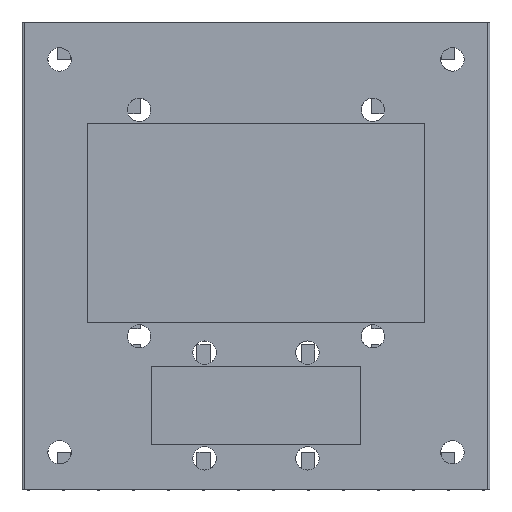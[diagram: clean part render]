
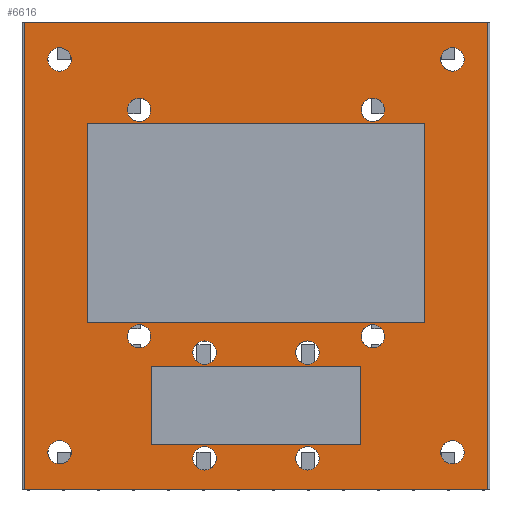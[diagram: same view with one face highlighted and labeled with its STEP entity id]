
A CAD part, top view. The second image highlights one B-rep face of the part: STEP entity #6616.
In plain terms, the highlighted planar face has unit normal (0, 0, 1).
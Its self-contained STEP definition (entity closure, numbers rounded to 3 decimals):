
#318 = VERTEX_POINT('',#319);
#319 = CARTESIAN_POINT('',(0.2,50.,0.));
#326 = EDGE_CURVE('',#318,#327,#329,.T.);
#327 = VERTEX_POINT('',#328);
#328 = CARTESIAN_POINT('',(0.2,0.,0.));
#329 = LINE('',#330,#331);
#330 = CARTESIAN_POINT('',(0.2,50.,0.));
#331 = VECTOR('',#332,1.);
#332 = DIRECTION('',(0.,-1.,0.));
#1037 = VERTEX_POINT('',#1038);
#1038 = CARTESIAN_POINT('',(49.8,0.,0.));
#1045 = EDGE_CURVE('',#327,#1037,#1046,.T.);
#1046 = LINE('',#1047,#1048);
#1047 = CARTESIAN_POINT('',(0.,0.,0.));
#1048 = VECTOR('',#1049,1.);
#1049 = DIRECTION('',(1.,0.,0.));
#6039 = VERTEX_POINT('',#6040);
#6040 = CARTESIAN_POINT('',(49.8,50.,0.));
#6606 = EDGE_CURVE('',#6039,#318,#6607,.T.);
#6607 = LINE('',#6608,#6609);
#6608 = CARTESIAN_POINT('',(50.,50.,0.));
#6609 = VECTOR('',#6610,1.);
#6610 = DIRECTION('',(-1.,0.,0.));
#6616 = ADVANCED_FACE('',(#6617,#6628,#6639,#6650,#6661,#6672,#6683,
    #6717,#6728,#6739,#6750,#6761,#6772,#6806,#6817),#6828,.T.);
#6617 = FACE_BOUND('',#6618,.T.);
#6618 = EDGE_LOOP('',(#6619,#6620,#6626,#6627));
#6619 = ORIENTED_EDGE('',*,*,#1045,.T.);
#6620 = ORIENTED_EDGE('',*,*,#6621,.T.);
#6621 = EDGE_CURVE('',#1037,#6039,#6622,.T.);
#6622 = LINE('',#6623,#6624);
#6623 = CARTESIAN_POINT('',(49.8,0.,0.));
#6624 = VECTOR('',#6625,1.);
#6625 = DIRECTION('',(0.,1.,0.));
#6626 = ORIENTED_EDGE('',*,*,#6606,.T.);
#6627 = ORIENTED_EDGE('',*,*,#326,.T.);
#6628 = FACE_BOUND('',#6629,.T.);
#6629 = EDGE_LOOP('',(#6630));
#6630 = ORIENTED_EDGE('',*,*,#6631,.F.);
#6631 = EDGE_CURVE('',#6632,#6632,#6634,.T.);
#6632 = VERTEX_POINT('',#6633);
#6633 = CARTESIAN_POINT('',(5.25,4.,0.));
#6634 = CIRCLE('',#6635,1.25);
#6635 = AXIS2_PLACEMENT_3D('',#6636,#6637,#6638);
#6636 = CARTESIAN_POINT('',(4.,4.,0.));
#6637 = DIRECTION('',(0.,0.,1.));
#6638 = DIRECTION('',(1.,0.,0.));
#6639 = FACE_BOUND('',#6640,.T.);
#6640 = EDGE_LOOP('',(#6641));
#6641 = ORIENTED_EDGE('',*,*,#6642,.F.);
#6642 = EDGE_CURVE('',#6643,#6643,#6645,.T.);
#6643 = VERTEX_POINT('',#6644);
#6644 = CARTESIAN_POINT('',(20.75,3.35,0.));
#6645 = CIRCLE('',#6646,1.25);
#6646 = AXIS2_PLACEMENT_3D('',#6647,#6648,#6649);
#6647 = CARTESIAN_POINT('',(19.5,3.35,0.));
#6648 = DIRECTION('',(0.,0.,1.));
#6649 = DIRECTION('',(1.,0.,0.));
#6650 = FACE_BOUND('',#6651,.T.);
#6651 = EDGE_LOOP('',(#6652));
#6652 = ORIENTED_EDGE('',*,*,#6653,.F.);
#6653 = EDGE_CURVE('',#6654,#6654,#6656,.T.);
#6654 = VERTEX_POINT('',#6655);
#6655 = CARTESIAN_POINT('',(13.75,16.4,0.));
#6656 = CIRCLE('',#6657,1.25);
#6657 = AXIS2_PLACEMENT_3D('',#6658,#6659,#6660);
#6658 = CARTESIAN_POINT('',(12.5,16.4,0.));
#6659 = DIRECTION('',(0.,0.,1.));
#6660 = DIRECTION('',(1.,0.,0.));
#6661 = FACE_BOUND('',#6662,.T.);
#6662 = EDGE_LOOP('',(#6663));
#6663 = ORIENTED_EDGE('',*,*,#6664,.F.);
#6664 = EDGE_CURVE('',#6665,#6665,#6667,.T.);
#6665 = VERTEX_POINT('',#6666);
#6666 = CARTESIAN_POINT('',(20.75,14.65,0.));
#6667 = CIRCLE('',#6668,1.25);
#6668 = AXIS2_PLACEMENT_3D('',#6669,#6670,#6671);
#6669 = CARTESIAN_POINT('',(19.5,14.65,0.));
#6670 = DIRECTION('',(0.,0.,1.));
#6671 = DIRECTION('',(1.,0.,0.));
#6672 = FACE_BOUND('',#6673,.T.);
#6673 = EDGE_LOOP('',(#6674));
#6674 = ORIENTED_EDGE('',*,*,#6675,.F.);
#6675 = EDGE_CURVE('',#6676,#6676,#6678,.T.);
#6676 = VERTEX_POINT('',#6677);
#6677 = CARTESIAN_POINT('',(31.75,3.35,0.));
#6678 = CIRCLE('',#6679,1.25);
#6679 = AXIS2_PLACEMENT_3D('',#6680,#6681,#6682);
#6680 = CARTESIAN_POINT('',(30.5,3.35,0.));
#6681 = DIRECTION('',(0.,0.,1.));
#6682 = DIRECTION('',(1.,0.,0.));
#6683 = FACE_BOUND('',#6684,.T.);
#6684 = EDGE_LOOP('',(#6685,#6695,#6703,#6711));
#6685 = ORIENTED_EDGE('',*,*,#6686,.F.);
#6686 = EDGE_CURVE('',#6687,#6689,#6691,.T.);
#6687 = VERTEX_POINT('',#6688);
#6688 = CARTESIAN_POINT('',(13.8,13.2,0.));
#6689 = VERTEX_POINT('',#6690);
#6690 = CARTESIAN_POINT('',(13.8,4.8,0.));
#6691 = LINE('',#6692,#6693);
#6692 = CARTESIAN_POINT('',(13.8,13.2,0.));
#6693 = VECTOR('',#6694,1.);
#6694 = DIRECTION('',(0.,-1.,0.));
#6695 = ORIENTED_EDGE('',*,*,#6696,.F.);
#6696 = EDGE_CURVE('',#6697,#6687,#6699,.T.);
#6697 = VERTEX_POINT('',#6698);
#6698 = CARTESIAN_POINT('',(36.2,13.2,0.));
#6699 = LINE('',#6700,#6701);
#6700 = CARTESIAN_POINT('',(36.2,13.2,0.));
#6701 = VECTOR('',#6702,1.);
#6702 = DIRECTION('',(-1.,0.,0.));
#6703 = ORIENTED_EDGE('',*,*,#6704,.F.);
#6704 = EDGE_CURVE('',#6705,#6697,#6707,.T.);
#6705 = VERTEX_POINT('',#6706);
#6706 = CARTESIAN_POINT('',(36.2,4.8,0.));
#6707 = LINE('',#6708,#6709);
#6708 = CARTESIAN_POINT('',(36.2,4.8,0.));
#6709 = VECTOR('',#6710,1.);
#6710 = DIRECTION('',(0.,1.,0.));
#6711 = ORIENTED_EDGE('',*,*,#6712,.F.);
#6712 = EDGE_CURVE('',#6689,#6705,#6713,.T.);
#6713 = LINE('',#6714,#6715);
#6714 = CARTESIAN_POINT('',(13.8,4.8,0.));
#6715 = VECTOR('',#6716,1.);
#6716 = DIRECTION('',(1.,0.,0.));
#6717 = FACE_BOUND('',#6718,.T.);
#6718 = EDGE_LOOP('',(#6719));
#6719 = ORIENTED_EDGE('',*,*,#6720,.F.);
#6720 = EDGE_CURVE('',#6721,#6721,#6723,.T.);
#6721 = VERTEX_POINT('',#6722);
#6722 = CARTESIAN_POINT('',(47.25,4.,0.));
#6723 = CIRCLE('',#6724,1.25);
#6724 = AXIS2_PLACEMENT_3D('',#6725,#6726,#6727);
#6725 = CARTESIAN_POINT('',(46.,4.,0.));
#6726 = DIRECTION('',(0.,0.,1.));
#6727 = DIRECTION('',(1.,0.,0.));
#6728 = FACE_BOUND('',#6729,.T.);
#6729 = EDGE_LOOP('',(#6730));
#6730 = ORIENTED_EDGE('',*,*,#6731,.F.);
#6731 = EDGE_CURVE('',#6732,#6732,#6734,.T.);
#6732 = VERTEX_POINT('',#6733);
#6733 = CARTESIAN_POINT('',(31.75,14.65,0.));
#6734 = CIRCLE('',#6735,1.25);
#6735 = AXIS2_PLACEMENT_3D('',#6736,#6737,#6738);
#6736 = CARTESIAN_POINT('',(30.5,14.65,0.));
#6737 = DIRECTION('',(0.,0.,1.));
#6738 = DIRECTION('',(1.,0.,0.));
#6739 = FACE_BOUND('',#6740,.T.);
#6740 = EDGE_LOOP('',(#6741));
#6741 = ORIENTED_EDGE('',*,*,#6742,.F.);
#6742 = EDGE_CURVE('',#6743,#6743,#6745,.T.);
#6743 = VERTEX_POINT('',#6744);
#6744 = CARTESIAN_POINT('',(38.75,16.4,0.));
#6745 = CIRCLE('',#6746,1.25);
#6746 = AXIS2_PLACEMENT_3D('',#6747,#6748,#6749);
#6747 = CARTESIAN_POINT('',(37.5,16.4,0.));
#6748 = DIRECTION('',(0.,0.,1.));
#6749 = DIRECTION('',(1.,0.,0.));
#6750 = FACE_BOUND('',#6751,.T.);
#6751 = EDGE_LOOP('',(#6752));
#6752 = ORIENTED_EDGE('',*,*,#6753,.F.);
#6753 = EDGE_CURVE('',#6754,#6754,#6756,.T.);
#6754 = VERTEX_POINT('',#6755);
#6755 = CARTESIAN_POINT('',(13.75,40.6,0.));
#6756 = CIRCLE('',#6757,1.25);
#6757 = AXIS2_PLACEMENT_3D('',#6758,#6759,#6760);
#6758 = CARTESIAN_POINT('',(12.5,40.6,0.));
#6759 = DIRECTION('',(0.,0.,1.));
#6760 = DIRECTION('',(1.,0.,0.));
#6761 = FACE_BOUND('',#6762,.T.);
#6762 = EDGE_LOOP('',(#6763));
#6763 = ORIENTED_EDGE('',*,*,#6764,.F.);
#6764 = EDGE_CURVE('',#6765,#6765,#6767,.T.);
#6765 = VERTEX_POINT('',#6766);
#6766 = CARTESIAN_POINT('',(5.25,46.,0.));
#6767 = CIRCLE('',#6768,1.25);
#6768 = AXIS2_PLACEMENT_3D('',#6769,#6770,#6771);
#6769 = CARTESIAN_POINT('',(4.,46.,0.));
#6770 = DIRECTION('',(0.,0.,1.));
#6771 = DIRECTION('',(1.,0.,0.));
#6772 = FACE_BOUND('',#6773,.T.);
#6773 = EDGE_LOOP('',(#6774,#6784,#6792,#6800));
#6774 = ORIENTED_EDGE('',*,*,#6775,.F.);
#6775 = EDGE_CURVE('',#6776,#6778,#6780,.T.);
#6776 = VERTEX_POINT('',#6777);
#6777 = CARTESIAN_POINT('',(7.,39.15,0.));
#6778 = VERTEX_POINT('',#6779);
#6779 = CARTESIAN_POINT('',(7.,17.85,0.));
#6780 = LINE('',#6781,#6782);
#6781 = CARTESIAN_POINT('',(7.,39.15,0.));
#6782 = VECTOR('',#6783,1.);
#6783 = DIRECTION('',(0.,-1.,0.));
#6784 = ORIENTED_EDGE('',*,*,#6785,.F.);
#6785 = EDGE_CURVE('',#6786,#6776,#6788,.T.);
#6786 = VERTEX_POINT('',#6787);
#6787 = CARTESIAN_POINT('',(43.,39.15,0.));
#6788 = LINE('',#6789,#6790);
#6789 = CARTESIAN_POINT('',(43.,39.15,0.));
#6790 = VECTOR('',#6791,1.);
#6791 = DIRECTION('',(-1.,0.,0.));
#6792 = ORIENTED_EDGE('',*,*,#6793,.F.);
#6793 = EDGE_CURVE('',#6794,#6786,#6796,.T.);
#6794 = VERTEX_POINT('',#6795);
#6795 = CARTESIAN_POINT('',(43.,17.85,0.));
#6796 = LINE('',#6797,#6798);
#6797 = CARTESIAN_POINT('',(43.,17.85,0.));
#6798 = VECTOR('',#6799,1.);
#6799 = DIRECTION('',(0.,1.,0.));
#6800 = ORIENTED_EDGE('',*,*,#6801,.F.);
#6801 = EDGE_CURVE('',#6778,#6794,#6802,.T.);
#6802 = LINE('',#6803,#6804);
#6803 = CARTESIAN_POINT('',(7.,17.85,0.));
#6804 = VECTOR('',#6805,1.);
#6805 = DIRECTION('',(1.,0.,0.));
#6806 = FACE_BOUND('',#6807,.T.);
#6807 = EDGE_LOOP('',(#6808));
#6808 = ORIENTED_EDGE('',*,*,#6809,.F.);
#6809 = EDGE_CURVE('',#6810,#6810,#6812,.T.);
#6810 = VERTEX_POINT('',#6811);
#6811 = CARTESIAN_POINT('',(38.75,40.6,0.));
#6812 = CIRCLE('',#6813,1.25);
#6813 = AXIS2_PLACEMENT_3D('',#6814,#6815,#6816);
#6814 = CARTESIAN_POINT('',(37.5,40.6,0.));
#6815 = DIRECTION('',(0.,0.,1.));
#6816 = DIRECTION('',(1.,0.,0.));
#6817 = FACE_BOUND('',#6818,.T.);
#6818 = EDGE_LOOP('',(#6819));
#6819 = ORIENTED_EDGE('',*,*,#6820,.F.);
#6820 = EDGE_CURVE('',#6821,#6821,#6823,.T.);
#6821 = VERTEX_POINT('',#6822);
#6822 = CARTESIAN_POINT('',(47.25,46.,0.));
#6823 = CIRCLE('',#6824,1.25);
#6824 = AXIS2_PLACEMENT_3D('',#6825,#6826,#6827);
#6825 = CARTESIAN_POINT('',(46.,46.,0.));
#6826 = DIRECTION('',(0.,0.,1.));
#6827 = DIRECTION('',(1.,0.,0.));
#6828 = PLANE('',#6829);
#6829 = AXIS2_PLACEMENT_3D('',#6830,#6831,#6832);
#6830 = CARTESIAN_POINT('',(25.,25.,0.));
#6831 = DIRECTION('',(0.,0.,1.));
#6832 = DIRECTION('',(1.,0.,0.));
